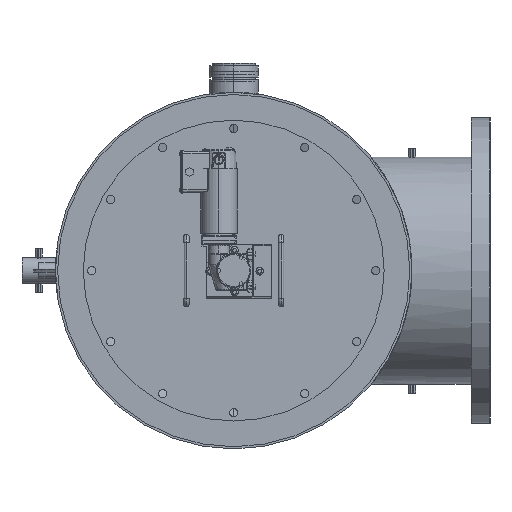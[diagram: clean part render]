
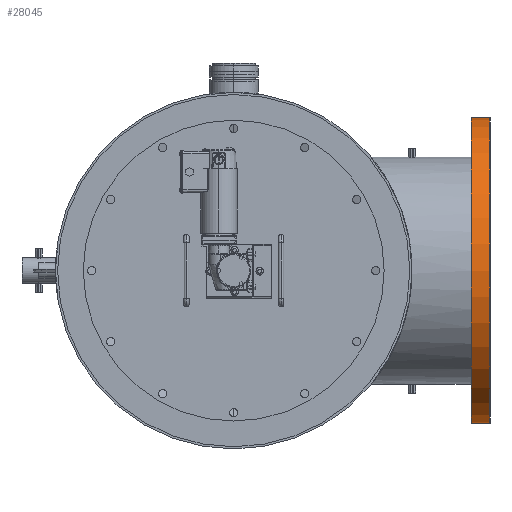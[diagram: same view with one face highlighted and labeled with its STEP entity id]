
A CAD part, left-side view. The second image highlights one B-rep face of the part: STEP entity #28045.
In plain terms, the highlighted cylindrical face has radius 349.25 mm (diameter 698.5 mm), a partial arc.
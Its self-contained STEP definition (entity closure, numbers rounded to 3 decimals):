
#1001 = AXIS2_PLACEMENT_3D ( 'NONE', #6306, #9139, #21477 ) ;
#1114 = DIRECTION ( 'NONE',  ( 0., -1., 0. ) ) ;
#1825 = EDGE_LOOP ( 'NONE', ( #11584, #29135, #28329, #38020 ) ) ;
#1991 = EDGE_CURVE ( 'NONE', #2975, #23824, #21637, .T. ) ;
#2975 = VERTEX_POINT ( 'NONE', #28674 ) ;
#3448 = CARTESIAN_POINT ( 'NONE',  ( 524.764, -541.274, -349.25 ) ) ;
#3812 = CARTESIAN_POINT ( 'NONE',  ( 524.764, -584.2, -349.25 ) ) ;
#6274 = VERTEX_POINT ( 'NONE', #26514 ) ;
#6306 = CARTESIAN_POINT ( 'NONE',  ( 524.764, -541.274, 0. ) ) ;
#6529 = CARTESIAN_POINT ( 'NONE',  ( 524.764, -541.274, -349.25 ) ) ;
#6781 = CARTESIAN_POINT ( 'NONE',  ( 524.764, -541.274, 349.25 ) ) ;
#6971 = CARTESIAN_POINT ( 'NONE',  ( 524.764, -541.274, 0. ) ) ;
#8185 = CIRCLE ( 'NONE', #1001, 349.25 ) ;
#9139 = DIRECTION ( 'NONE',  ( 0., -1., 0. ) ) ;
#9272 = LINE ( 'NONE', #6781, #10696 ) ;
#9395 = FACE_OUTER_BOUND ( 'NONE', #1825, .T. ) ;
#9997 = DIRECTION ( 'NONE',  ( 0., -1., 0. ) ) ;
#10570 = EDGE_CURVE ( 'NONE', #6274, #2975, #9272, .T. ) ;
#10696 = VECTOR ( 'NONE', #9997, 1000. ) ;
#11584 = ORIENTED_EDGE ( 'NONE', *, *, #10570, .F. ) ;
#11699 = CYLINDRICAL_SURFACE ( 'NONE', #16186, 349.25 ) ;
#16186 = AXIS2_PLACEMENT_3D ( 'NONE', #6971, #1114, #28267 ) ;
#20290 = VERTEX_POINT ( 'NONE', #3448 ) ;
#21477 = DIRECTION ( 'NONE',  ( 0., 0., -1. ) ) ;
#21637 = CIRCLE ( 'NONE', #35782, 349.25 ) ;
#23824 = VERTEX_POINT ( 'NONE', #3812 ) ;
#26514 = CARTESIAN_POINT ( 'NONE',  ( 524.764, -541.274, 349.25 ) ) ;
#27153 = LINE ( 'NONE', #6529, #38140 ) ;
#28045 = ADVANCED_FACE ( 'NONE', ( #9395 ), #11699, .T. ) ;
#28267 = DIRECTION ( 'NONE',  ( 0., 0., -1. ) ) ;
#28329 = ORIENTED_EDGE ( 'NONE', *, *, #38532, .T. ) ;
#28674 = CARTESIAN_POINT ( 'NONE',  ( 524.764, -584.2, 349.25 ) ) ;
#29135 = ORIENTED_EDGE ( 'NONE', *, *, #37707, .T. ) ;
#29819 = CARTESIAN_POINT ( 'NONE',  ( 524.764, -584.2, 0. ) ) ;
#29950 = DIRECTION ( 'NONE',  ( 0., -1., 0. ) ) ;
#35782 = AXIS2_PLACEMENT_3D ( 'NONE', #29819, #29950, #36455 ) ;
#36455 = DIRECTION ( 'NONE',  ( 0., 0., -1. ) ) ;
#37159 = DIRECTION ( 'NONE',  ( 0., -1., 0. ) ) ;
#37707 = EDGE_CURVE ( 'NONE', #6274, #20290, #8185, .T. ) ;
#38020 = ORIENTED_EDGE ( 'NONE', *, *, #1991, .F. ) ;
#38140 = VECTOR ( 'NONE', #37159, 1000. ) ;
#38532 = EDGE_CURVE ( 'NONE', #20290, #23824, #27153, .T. ) ;
